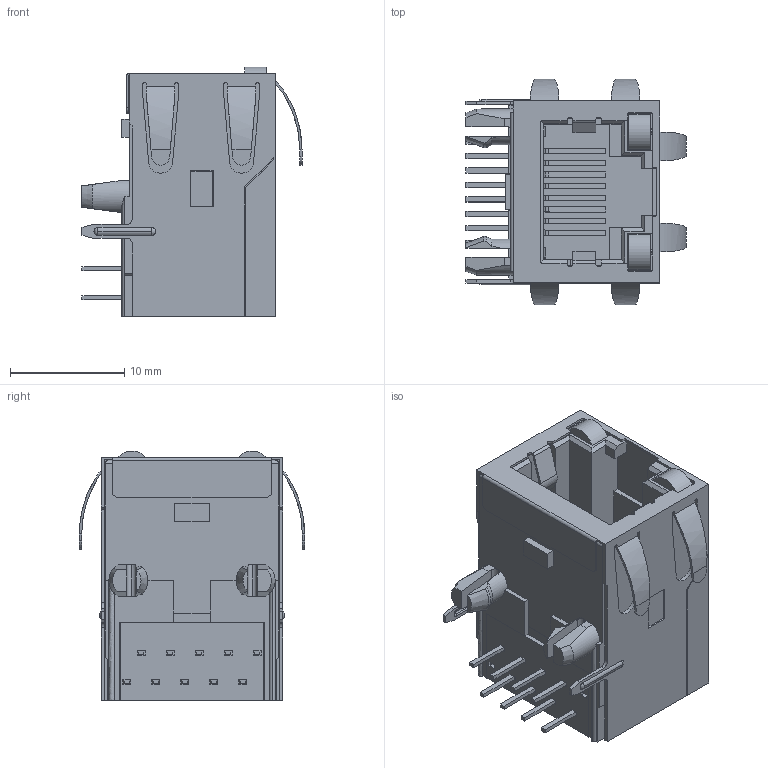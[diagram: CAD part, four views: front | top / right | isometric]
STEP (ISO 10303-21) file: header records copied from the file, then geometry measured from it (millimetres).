
FILE_DESCRIPTION (( 'STEP AP214' ), '1' );
FILE_NAME ('User Library-KLS12-TL076.STEP', '2024-04-24T20:45:37', ( '' ), ( '' ), 'SwSTEP 2.0', 'SolidWorks 2023', '' );
FILE_SCHEMA (( 'AUTOMOTIVE_DESIGN' ));
Length unit declared in the file: millimetre
Products named in the file (1): User Library-KLS12-TL076
Bounding box: 19.3 x 19.75 x 21.9 mm (x, y, z)
Volume: 3398.1 mm3; surface area: 4579.1 mm2
Topology: 1 solids, 4 shells, 943 faces, 2651 edges, 1731 vertices
Faces by surface type: plane 682, cylinder 200, bspline 55, cone 6
Entity records: 34239 total; most frequent: CARTESIAN_POINT 10035, ORIENTED_EDGE 5286, DIRECTION 4654, EDGE_CURVE 2643, LINE 2106, VECTOR 2106, VERTEX_POINT 1731, AXIS2_PLACEMENT_3D 1274
